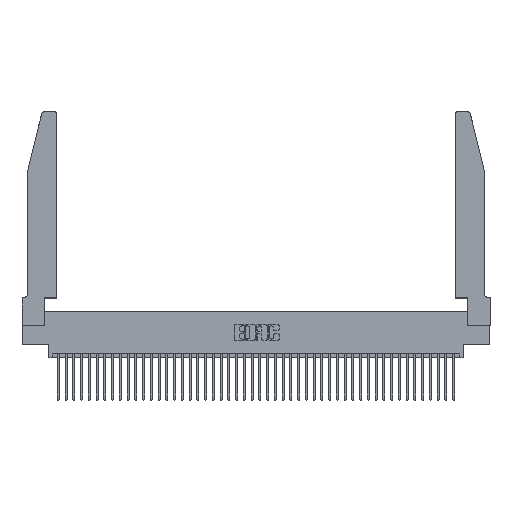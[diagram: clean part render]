
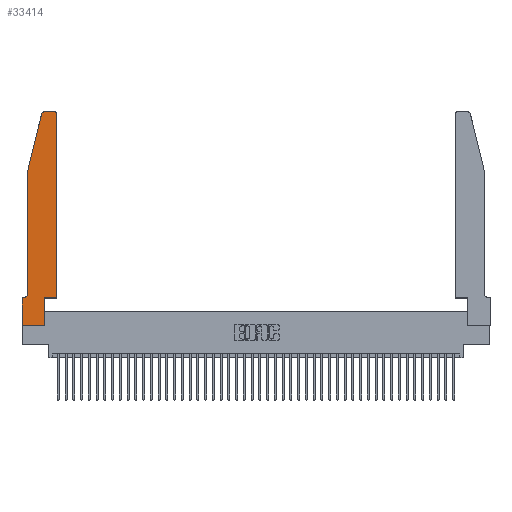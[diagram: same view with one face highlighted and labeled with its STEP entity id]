
A CAD part, top view. The second image highlights one B-rep face of the part: STEP entity #33414.
In plain terms, the highlighted planar face has unit normal (0, 0, 1).
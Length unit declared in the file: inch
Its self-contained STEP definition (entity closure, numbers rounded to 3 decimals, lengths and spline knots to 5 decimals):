
#19 = VERTEX_POINT ( 'NONE', #31696 ) ;
#23 = CARTESIAN_POINT ( 'NONE',  ( 0.4205, 2.72, 0.37 ) ) ;
#73 = PLANE ( 'NONE',  #37936 ) ;
#219 = ORIENTED_EDGE ( 'NONE', *, *, #15273, .T. ) ;
#400 = CARTESIAN_POINT ( 'NONE',  ( 0.284, 2.72, 0.37 ) ) ;
#1260 = EDGE_CURVE ( 'NONE', #2189, #24403, #21346, .T. ) ;
#1263 = VECTOR ( 'NONE', #27177, 39.37008 ) ;
#2189 = VERTEX_POINT ( 'NONE', #25496 ) ;
#2348 = LINE ( 'NONE', #37329, #1263 ) ;
#2355 = VECTOR ( 'NONE', #40893, 39.37008 ) ;
#3514 = DIRECTION ( 'NONE',  ( 1., 0., 0. ) ) ;
#3565 = CARTESIAN_POINT ( 'NONE',  ( 0., 0.35, 0.37 ) ) ;
#3889 = DIRECTION ( 'NONE',  ( 1., 0., 0. ) ) ;
#3947 = VECTOR ( 'NONE', #42408, 39.37008 ) ;
#4641 = DIRECTION ( 'NONE',  ( 0., 1., 0. ) ) ;
#5029 = EDGE_LOOP ( 'NONE', ( #24105, #39570, #24644, #219, #31534, #11403, #21489, #9427, #19519, #13758, #35473, #15789 ) ) ;
#6682 = FACE_OUTER_BOUND ( 'NONE', #5029, .T. ) ;
#6735 = EDGE_CURVE ( 'NONE', #8323, #20566, #32716, .T. ) ;
#7005 = DIRECTION ( 'NONE',  ( 0., 0., 1. ) ) ;
#8323 = VERTEX_POINT ( 'NONE', #38895 ) ;
#8538 = AXIS2_PLACEMENT_3D ( 'NONE', #23, #24068, #3514 ) ;
#8612 = AXIS2_PLACEMENT_3D ( 'NONE', #400, #24455, #3889 ) ;
#9161 = VERTEX_POINT ( 'NONE', #22848 ) ;
#9258 = CARTESIAN_POINT ( 'NONE',  ( 0., 0.35, 0.37 ) ) ;
#9385 = EDGE_CURVE ( 'NONE', #38696, #9705, #13592, .T. ) ;
#9427 = ORIENTED_EDGE ( 'NONE', *, *, #9385, .T. ) ;
#9705 = VERTEX_POINT ( 'NONE', #22045 ) ;
#10063 = CARTESIAN_POINT ( 'NONE',  ( 0., 0., 0.37 ) ) ;
#11354 = CARTESIAN_POINT ( 'NONE',  ( 0.0755, 2., 0.37 ) ) ;
#11403 = ORIENTED_EDGE ( 'NONE', *, *, #21644, .T. ) ;
#12892 = CARTESIAN_POINT ( 'NONE',  ( 0.4505, 0.35, 0.37 ) ) ;
#13591 = DIRECTION ( 'NONE',  ( -0.239, -0.971, 0. ) ) ;
#13592 = LINE ( 'NONE', #10063, #2355 ) ;
#13758 = ORIENTED_EDGE ( 'NONE', *, *, #39883, .T. ) ;
#15153 = CARTESIAN_POINT ( 'NONE',  ( 0., 0., 0.37 ) ) ;
#15273 = EDGE_CURVE ( 'NONE', #20566, #30187, #22448, .T. ) ;
#15789 = ORIENTED_EDGE ( 'NONE', *, *, #43008, .T. ) ;
#17582 = VERTEX_POINT ( 'NONE', #33531 ) ;
#18069 = CARTESIAN_POINT ( 'NONE',  ( 0.0055, 0.42, 0.37 ) ) ;
#18072 = EDGE_CURVE ( 'NONE', #29477, #38696, #40976, .T. ) ;
#19519 = ORIENTED_EDGE ( 'NONE', *, *, #39986, .T. ) ;
#20566 = VERTEX_POINT ( 'NONE', #43397 ) ;
#21346 = LINE ( 'NONE', #25178, #39541 ) ;
#21448 = VECTOR ( 'NONE', #13591, 39.37008 ) ;
#21489 = ORIENTED_EDGE ( 'NONE', *, *, #18072, .T. ) ;
#21530 = DIRECTION ( 'NONE',  ( -1., 0., 0. ) ) ;
#21644 = EDGE_CURVE ( 'NONE', #9161, #29477, #31306, .T. ) ;
#22045 = CARTESIAN_POINT ( 'NONE',  ( 0.2865, 0., 0.37 ) ) ;
#22126 = DIRECTION ( 'NONE',  ( 0., -1., 0. ) ) ;
#22448 = LINE ( 'NONE', #11354, #23523 ) ;
#22848 = CARTESIAN_POINT ( 'NONE',  ( 0.0055, 0.35, 0.37 ) ) ;
#23252 = CARTESIAN_POINT ( 'NONE',  ( 0., 0., 0.37 ) ) ;
#23523 = VECTOR ( 'NONE', #38769, 39.37008 ) ;
#23850 = LINE ( 'NONE', #12892, #34010 ) ;
#24068 = DIRECTION ( 'NONE',  ( 0., 0., 1. ) ) ;
#24105 = ORIENTED_EDGE ( 'NONE', *, *, #42399, .T. ) ;
#24403 = VERTEX_POINT ( 'NONE', #44314 ) ;
#24455 = DIRECTION ( 'NONE',  ( 0., 0., 1. ) ) ;
#24644 = ORIENTED_EDGE ( 'NONE', *, *, #6735, .T. ) ;
#25178 = CARTESIAN_POINT ( 'NONE',  ( 0.4505, 0.35, 0.37 ) ) ;
#25496 = CARTESIAN_POINT ( 'NONE',  ( 0.4505, 0.35, 0.37 ) ) ;
#26286 = VECTOR ( 'NONE', #27692, 39.37008 ) ;
#27177 = DIRECTION ( 'NONE',  ( 0., 1., 0. ) ) ;
#27366 = LINE ( 'NONE', #31138, #26286 ) ;
#27692 = DIRECTION ( 'NONE',  ( -1., 0., 0. ) ) ;
#28442 = AXIS2_PLACEMENT_3D ( 'NONE', #18069, #42017, #21530 ) ;
#28973 = CIRCLE ( 'NONE', #8612, 0.03 ) ;
#29477 = VERTEX_POINT ( 'NONE', #9258 ) ;
#29506 = CIRCLE ( 'NONE', #8538, 0.03 ) ;
#29756 = CARTESIAN_POINT ( 'NONE',  ( 0.0755, 0.42, 0.37 ) ) ;
#30187 = VERTEX_POINT ( 'NONE', #29756 ) ;
#30248 = VERTEX_POINT ( 'NONE', #43768 ) ;
#30515 = CIRCLE ( 'NONE', #28442, 0.07 ) ;
#30715 = CARTESIAN_POINT ( 'NONE',  ( 0.0755, 2., 0.37 ) ) ;
#30991 = DIRECTION ( 'NONE',  ( 1., 0., 0. ) ) ;
#31092 = EDGE_CURVE ( 'NONE', #17582, #8323, #28973, .T. ) ;
#31138 = CARTESIAN_POINT ( 'NONE',  ( 0.2605, 2.75, 0.37 ) ) ;
#31306 = LINE ( 'NONE', #35706, #3947 ) ;
#31534 = ORIENTED_EDGE ( 'NONE', *, *, #31761, .T. ) ;
#31696 = CARTESIAN_POINT ( 'NONE',  ( 0.2865, 0.35, 0.37 ) ) ;
#31761 = EDGE_CURVE ( 'NONE', #30187, #9161, #30515, .T. ) ;
#32716 = LINE ( 'NONE', #30715, #21448 ) ;
#33414 = ADVANCED_FACE ( 'NONE', ( #6682 ), #73, .T. ) ;
#33531 = CARTESIAN_POINT ( 'NONE',  ( 0.284, 2.75, 0.37 ) ) ;
#34010 = VECTOR ( 'NONE', #36747, 39.37008 ) ;
#35473 = ORIENTED_EDGE ( 'NONE', *, *, #1260, .T. ) ;
#35706 = CARTESIAN_POINT ( 'NONE',  ( 0.0755, 0.35, 0.37 ) ) ;
#36747 = DIRECTION ( 'NONE',  ( 1., 0., 0. ) ) ;
#37329 = CARTESIAN_POINT ( 'NONE',  ( 0.2865, 0.35, 0.37 ) ) ;
#37936 = AXIS2_PLACEMENT_3D ( 'NONE', #3565, #7005, #30991 ) ;
#38696 = VERTEX_POINT ( 'NONE', #23252 ) ;
#38769 = DIRECTION ( 'NONE',  ( 0., -1., 0. ) ) ;
#38895 = CARTESIAN_POINT ( 'NONE',  ( 0.25487, 2.72718, 0.37 ) ) ;
#39541 = VECTOR ( 'NONE', #4641, 39.37008 ) ;
#39570 = ORIENTED_EDGE ( 'NONE', *, *, #31092, .T. ) ;
#39883 = EDGE_CURVE ( 'NONE', #19, #2189, #23850, .T. ) ;
#39919 = VECTOR ( 'NONE', #22126, 39.37008 ) ;
#39986 = EDGE_CURVE ( 'NONE', #9705, #19, #2348, .T. ) ;
#40893 = DIRECTION ( 'NONE',  ( 1., 0., 0. ) ) ;
#40976 = LINE ( 'NONE', #15153, #39919 ) ;
#42017 = DIRECTION ( 'NONE',  ( 0., 0., -1. ) ) ;
#42399 = EDGE_CURVE ( 'NONE', #30248, #17582, #27366, .T. ) ;
#42408 = DIRECTION ( 'NONE',  ( -1., 0., 0. ) ) ;
#43008 = EDGE_CURVE ( 'NONE', #24403, #30248, #29506, .T. ) ;
#43397 = CARTESIAN_POINT ( 'NONE',  ( 0.0755, 2., 0.37 ) ) ;
#43768 = CARTESIAN_POINT ( 'NONE',  ( 0.4205, 2.75, 0.37 ) ) ;
#44314 = CARTESIAN_POINT ( 'NONE',  ( 0.4505, 2.72, 0.37 ) ) ;
